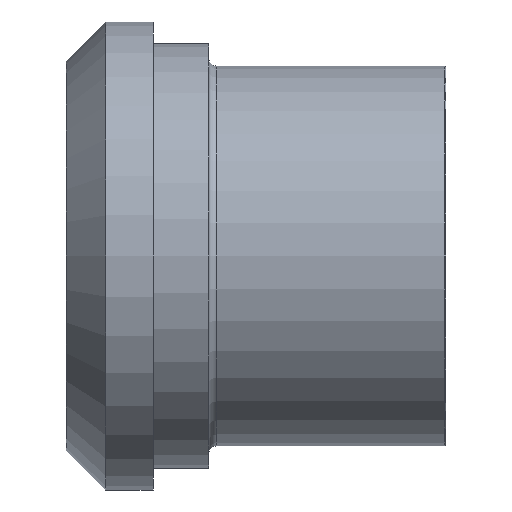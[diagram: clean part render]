
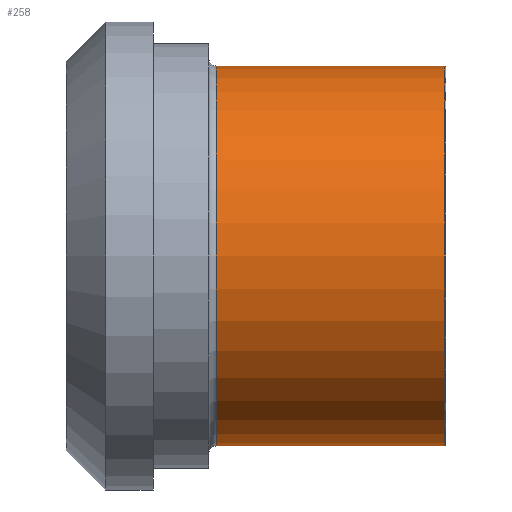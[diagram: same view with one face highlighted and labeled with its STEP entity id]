
A CAD part, front view. The second image highlights one B-rep face of the part: STEP entity #258.
In plain terms, the highlighted cylindrical face has radius 19.05 mm (diameter 38.1 mm), a full revolution.
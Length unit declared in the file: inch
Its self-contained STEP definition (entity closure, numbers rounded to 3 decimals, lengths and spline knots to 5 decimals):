
#25=LINE('',#479,#30);
#30=VECTOR('',#386,0.75);
#35=CYLINDRICAL_SURFACE('',#310,0.75);
#43=FACE_OUTER_BOUND('',#58,.T.);
#58=EDGE_LOOP('',(#201,#202,#203,#204,#205,#206,#207,#208));
#81=CIRCLE('',#303,0.75);
#82=CIRCLE('',#304,0.75);
#83=CIRCLE('',#305,0.75);
#87=CIRCLE('',#311,0.75);
#88=CIRCLE('',#312,0.75);
#89=CIRCLE('',#313,0.75);
#114=VERTEX_POINT('',#464);
#115=VERTEX_POINT('',#466);
#116=VERTEX_POINT('',#468);
#119=VERTEX_POINT('',#478);
#120=VERTEX_POINT('',#480);
#121=VERTEX_POINT('',#482);
#146=EDGE_CURVE('',#114,#115,#81,.T.);
#147=EDGE_CURVE('',#115,#116,#82,.T.);
#148=EDGE_CURVE('',#116,#114,#83,.T.);
#152=EDGE_CURVE('',#115,#119,#25,.T.);
#153=EDGE_CURVE('',#119,#120,#87,.T.);
#154=EDGE_CURVE('',#120,#121,#88,.T.);
#155=EDGE_CURVE('',#121,#119,#89,.T.);
#201=ORIENTED_EDGE('',*,*,#148,.F.);
#202=ORIENTED_EDGE('',*,*,#147,.F.);
#203=ORIENTED_EDGE('',*,*,#152,.T.);
#204=ORIENTED_EDGE('',*,*,#153,.T.);
#205=ORIENTED_EDGE('',*,*,#154,.T.);
#206=ORIENTED_EDGE('',*,*,#155,.T.);
#207=ORIENTED_EDGE('',*,*,#152,.F.);
#208=ORIENTED_EDGE('',*,*,#146,.F.);
#258=ADVANCED_FACE('',(#43),#35,.T.);
#303=AXIS2_PLACEMENT_3D('',#467,#370,#371);
#304=AXIS2_PLACEMENT_3D('',#469,#372,#373);
#305=AXIS2_PLACEMENT_3D('',#470,#374,#375);
#310=AXIS2_PLACEMENT_3D('',#477,#384,#385);
#311=AXIS2_PLACEMENT_3D('',#481,#387,#388);
#312=AXIS2_PLACEMENT_3D('',#483,#389,#390);
#313=AXIS2_PLACEMENT_3D('',#484,#391,#392);
#370=DIRECTION('center_axis',(1.,0.,0.));
#371=DIRECTION('ref_axis',(0.,-1.,0.));
#372=DIRECTION('center_axis',(1.,0.,0.));
#373=DIRECTION('ref_axis',(0.,-1.,0.));
#374=DIRECTION('center_axis',(1.,0.,0.));
#375=DIRECTION('ref_axis',(0.,-1.,0.));
#384=DIRECTION('center_axis',(1.,0.,0.));
#385=DIRECTION('ref_axis',(0.,1.,0.));
#386=DIRECTION('',(-1.,0.,0.));
#387=DIRECTION('center_axis',(1.,0.,0.));
#388=DIRECTION('ref_axis',(0.,1.,0.));
#389=DIRECTION('center_axis',(1.,0.,0.));
#390=DIRECTION('ref_axis',(0.,1.,0.));
#391=DIRECTION('center_axis',(1.,0.,0.));
#392=DIRECTION('ref_axis',(0.,1.,0.));
#464=CARTESIAN_POINT('',(1.495,0.,0.75));
#466=CARTESIAN_POINT('',(1.495,-0.75,0.));
#467=CARTESIAN_POINT('Origin',(1.495,0.,0.));
#468=CARTESIAN_POINT('',(1.495,0.75,0.));
#469=CARTESIAN_POINT('Origin',(1.495,0.,0.));
#470=CARTESIAN_POINT('Origin',(1.495,0.,0.));
#477=CARTESIAN_POINT('Origin',(1.0469,0.,0.));
#478=CARTESIAN_POINT('',(0.5938,-0.75,0.));
#479=CARTESIAN_POINT('',(1.0469,-0.75,0.));
#480=CARTESIAN_POINT('',(0.5938,0.75,0.));
#481=CARTESIAN_POINT('Origin',(0.5938,0.,0.));
#482=CARTESIAN_POINT('',(0.5938,0.,0.75));
#483=CARTESIAN_POINT('Origin',(0.5938,0.,0.));
#484=CARTESIAN_POINT('Origin',(0.5938,0.,0.));
